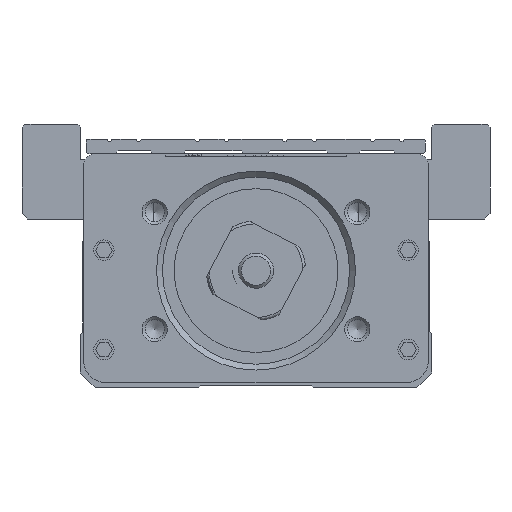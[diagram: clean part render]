
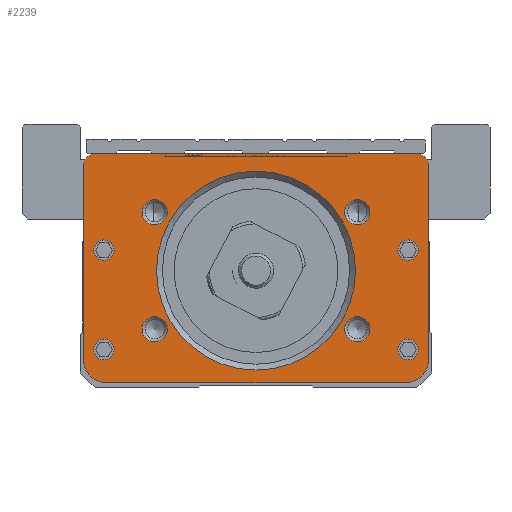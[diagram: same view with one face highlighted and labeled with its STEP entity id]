
A CAD part, front view. The second image highlights one B-rep face of the part: STEP entity #2239.
In plain terms, the highlighted face is planar.
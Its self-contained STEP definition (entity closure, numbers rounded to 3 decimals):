
#2239=ADVANCED_FACE('',(#4047,#4048,#4049,#4050,#4051,#4052,#4053,#4054,
#4055,#4056),#3253,.F.);
#3253=PLANE('',#22389);
#4047=FACE_BOUND('',#5123,.T.);
#4048=FACE_BOUND('',#5124,.T.);
#4049=FACE_BOUND('',#5125,.T.);
#4050=FACE_BOUND('',#5126,.T.);
#4051=FACE_BOUND('',#5127,.T.);
#4052=FACE_BOUND('',#5128,.T.);
#4053=FACE_BOUND('',#5129,.T.);
#4054=FACE_BOUND('',#5130,.T.);
#4055=FACE_BOUND('',#5131,.T.);
#4056=FACE_BOUND('',#5132,.T.);
#5123=EDGE_LOOP('',(#9517));
#5124=EDGE_LOOP('',(#9518));
#5125=EDGE_LOOP('',(#9519));
#5126=EDGE_LOOP('',(#9520));
#5127=EDGE_LOOP('',(#9521));
#5128=EDGE_LOOP('',(#9522));
#5129=EDGE_LOOP('',(#9523));
#5130=EDGE_LOOP('',(#9524));
#5131=EDGE_LOOP('',(#9525));
#5132=EDGE_LOOP('',(#9526,#9527,#9528,#9529,#9530,#9531,#9532,#9533));
#6396=CIRCLE('',#22346,4.);
#6398=CIRCLE('',#22350,4.);
#6409=CIRCLE('',#22374,2.);
#6410=CIRCLE('',#22376,2.);
#6412=CIRCLE('',#22380,2.15);
#6413=CIRCLE('',#22381,2.15);
#6414=CIRCLE('',#22382,2.15);
#6415=CIRCLE('',#22383,2.15);
#6416=CIRCLE('',#22384,17.);
#6417=CIRCLE('',#22385,1.75);
#6418=CIRCLE('',#22386,1.75);
#6419=CIRCLE('',#22387,1.75);
#6420=CIRCLE('',#22388,1.75);
#9517=ORIENTED_EDGE('',*,*,#15998,.T.);
#9518=ORIENTED_EDGE('',*,*,#15999,.T.);
#9519=ORIENTED_EDGE('',*,*,#16000,.T.);
#9520=ORIENTED_EDGE('',*,*,#16001,.T.);
#9521=ORIENTED_EDGE('',*,*,#16002,.T.);
#9522=ORIENTED_EDGE('',*,*,#16003,.T.);
#9523=ORIENTED_EDGE('',*,*,#16004,.T.);
#9524=ORIENTED_EDGE('',*,*,#16005,.T.);
#9525=ORIENTED_EDGE('',*,*,#16006,.T.);
#9526=ORIENTED_EDGE('',*,*,#15981,.F.);
#9527=ORIENTED_EDGE('',*,*,#15935,.F.);
#9528=ORIENTED_EDGE('',*,*,#15956,.F.);
#9529=ORIENTED_EDGE('',*,*,#15996,.F.);
#9530=ORIENTED_EDGE('',*,*,#15891,.F.);
#9531=ORIENTED_EDGE('',*,*,#15995,.F.);
#9532=ORIENTED_EDGE('',*,*,#15954,.F.);
#9533=ORIENTED_EDGE('',*,*,#15943,.F.);
#13522=VERTEX_POINT('',#32533);
#13523=VERTEX_POINT('',#32535);
#13563=VERTEX_POINT('',#32621);
#13564=VERTEX_POINT('',#32623);
#13571=VERTEX_POINT('',#32639);
#13572=VERTEX_POINT('',#32641);
#13577=VERTEX_POINT('',#32654);
#13581=VERTEX_POINT('',#32665);
#13606=VERTEX_POINT('',#32746);
#13607=VERTEX_POINT('',#32748);
#13608=VERTEX_POINT('',#32750);
#13609=VERTEX_POINT('',#32752);
#13610=VERTEX_POINT('',#32754);
#13611=VERTEX_POINT('',#32756);
#13612=VERTEX_POINT('',#32758);
#13613=VERTEX_POINT('',#32760);
#13614=VERTEX_POINT('',#32762);
#15891=EDGE_CURVE('',#13522,#13523,#18321,.T.);
#15935=EDGE_CURVE('',#13563,#13564,#6396,.T.);
#15943=EDGE_CURVE('',#13571,#13572,#6398,.T.);
#15954=EDGE_CURVE('',#13572,#13577,#18367,.T.);
#15956=EDGE_CURVE('',#13581,#13563,#18369,.T.);
#15981=EDGE_CURVE('',#13564,#13571,#18389,.T.);
#15995=EDGE_CURVE('',#13577,#13522,#6409,.T.);
#15996=EDGE_CURVE('',#13523,#13581,#6410,.T.);
#15998=EDGE_CURVE('',#13606,#13606,#6412,.T.);
#15999=EDGE_CURVE('',#13607,#13607,#6413,.T.);
#16000=EDGE_CURVE('',#13608,#13608,#6414,.T.);
#16001=EDGE_CURVE('',#13609,#13609,#6415,.T.);
#16002=EDGE_CURVE('',#13610,#13610,#6416,.T.);
#16003=EDGE_CURVE('',#13611,#13611,#6417,.T.);
#16004=EDGE_CURVE('',#13612,#13612,#6418,.T.);
#16005=EDGE_CURVE('',#13613,#13613,#6419,.T.);
#16006=EDGE_CURVE('',#13614,#13614,#6420,.T.);
#18321=LINE('',#32534,#20315);
#18367=LINE('',#32662,#20361);
#18369=LINE('',#32666,#20363);
#18389=LINE('',#32716,#20383);
#20315=VECTOR('',#26171,1.);
#20361=VECTOR('',#26265,1.);
#20363=VECTOR('',#26269,1.);
#20383=VECTOR('',#26315,1.);
#22346=AXIS2_PLACEMENT_3D('',#32622,#26235,#26236);
#22350=AXIS2_PLACEMENT_3D('',#32640,#26249,#26250);
#22374=AXIS2_PLACEMENT_3D('',#32739,#26338,#26339);
#22376=AXIS2_PLACEMENT_3D('',#32741,#26342,#26343);
#22380=AXIS2_PLACEMENT_3D('',#32745,#26350,#26351);
#22381=AXIS2_PLACEMENT_3D('',#32747,#26352,#26353);
#22382=AXIS2_PLACEMENT_3D('',#32749,#26354,#26355);
#22383=AXIS2_PLACEMENT_3D('',#32751,#26356,#26357);
#22384=AXIS2_PLACEMENT_3D('',#32753,#26358,#26359);
#22385=AXIS2_PLACEMENT_3D('',#32755,#26360,#26361);
#22386=AXIS2_PLACEMENT_3D('',#32757,#26362,#26363);
#22387=AXIS2_PLACEMENT_3D('',#32759,#26364,#26365);
#22388=AXIS2_PLACEMENT_3D('',#32761,#26366,#26367);
#22389=AXIS2_PLACEMENT_3D('',#32763,#26368,#26369);
#26171=DIRECTION('',(1.,0.,0.));
#26235=DIRECTION('',(0.,1.,0.));
#26236=DIRECTION('',(1.,0.,0.));
#26249=DIRECTION('',(0.,1.,0.));
#26250=DIRECTION('',(1.,0.,0.));
#26265=DIRECTION('',(0.,0.,1.));
#26269=DIRECTION('',(0.,0.,-1.));
#26315=DIRECTION('',(-1.,0.,0.));
#26338=DIRECTION('',(0.,1.,0.));
#26339=DIRECTION('',(0.,0.,1.));
#26342=DIRECTION('',(0.,1.,0.));
#26343=DIRECTION('',(0.,0.,1.));
#26350=DIRECTION('',(0.,1.,0.));
#26351=DIRECTION('',(0.,0.,1.));
#26352=DIRECTION('',(0.,1.,0.));
#26353=DIRECTION('',(0.,0.,1.));
#26354=DIRECTION('',(0.,1.,0.));
#26355=DIRECTION('',(0.,0.,1.));
#26356=DIRECTION('',(0.,1.,0.));
#26357=DIRECTION('',(0.,0.,1.));
#26358=DIRECTION('',(0.,1.,0.));
#26359=DIRECTION('',(0.,0.,1.));
#26360=DIRECTION('',(0.,1.,0.));
#26361=DIRECTION('',(0.,0.,1.));
#26362=DIRECTION('',(0.,1.,0.));
#26363=DIRECTION('',(0.,0.,1.));
#26364=DIRECTION('',(0.,1.,0.));
#26365=DIRECTION('',(0.,0.,1.));
#26366=DIRECTION('',(0.,1.,0.));
#26367=DIRECTION('',(0.,0.,1.));
#26368=DIRECTION('',(0.,1.,0.));
#26369=DIRECTION('',(0.,0.,-1.));
#32533=CARTESIAN_POINT('',(-27.5,-130.762,38.));
#32534=CARTESIAN_POINT('',(-25.5,-130.762,38.));
#32535=CARTESIAN_POINT('',(27.5,-130.762,38.));
#32621=CARTESIAN_POINT('',(29.5,-130.762,2.8));
#32622=CARTESIAN_POINT('',(25.5,-130.762,2.8));
#32623=CARTESIAN_POINT('',(25.5,-130.762,-1.2));
#32639=CARTESIAN_POINT('',(-25.5,-130.762,-1.2));
#32640=CARTESIAN_POINT('',(-25.5,-130.762,2.8));
#32641=CARTESIAN_POINT('',(-29.5,-130.762,2.8));
#32654=CARTESIAN_POINT('',(-29.5,-130.762,36.));
#32662=CARTESIAN_POINT('',(-29.5,-130.762,2.8));
#32665=CARTESIAN_POINT('',(29.5,-130.762,36.));
#32666=CARTESIAN_POINT('',(29.5,-130.762,39.));
#32716=CARTESIAN_POINT('',(25.5,-130.762,-1.2));
#32739=CARTESIAN_POINT('',(-27.5,-130.762,36.));
#32741=CARTESIAN_POINT('',(27.5,-130.762,36.));
#32745=CARTESIAN_POINT('',(-17.321,-130.762,28.));
#32746=CARTESIAN_POINT('',(-17.321,-130.762,30.15));
#32747=CARTESIAN_POINT('',(17.321,-130.762,8.));
#32748=CARTESIAN_POINT('',(17.321,-130.762,10.15));
#32749=CARTESIAN_POINT('',(17.321,-130.762,28.));
#32750=CARTESIAN_POINT('',(17.321,-130.762,30.15));
#32751=CARTESIAN_POINT('',(-17.321,-130.762,8.));
#32752=CARTESIAN_POINT('',(-17.321,-130.762,10.15));
#32753=CARTESIAN_POINT('',(0.,-130.762,18.));
#32754=CARTESIAN_POINT('',(0.,-130.762,35.));
#32755=CARTESIAN_POINT('',(-26.,-130.762,21.5));
#32756=CARTESIAN_POINT('',(-26.,-130.762,23.25));
#32757=CARTESIAN_POINT('',(-26.,-130.762,4.5));
#32758=CARTESIAN_POINT('',(-26.,-130.762,6.25));
#32759=CARTESIAN_POINT('',(26.,-130.762,4.5));
#32760=CARTESIAN_POINT('',(26.,-130.762,6.25));
#32761=CARTESIAN_POINT('',(26.,-130.762,21.5));
#32762=CARTESIAN_POINT('',(26.,-130.762,23.25));
#32763=CARTESIAN_POINT('',(-25.5,-130.762,2.8));
